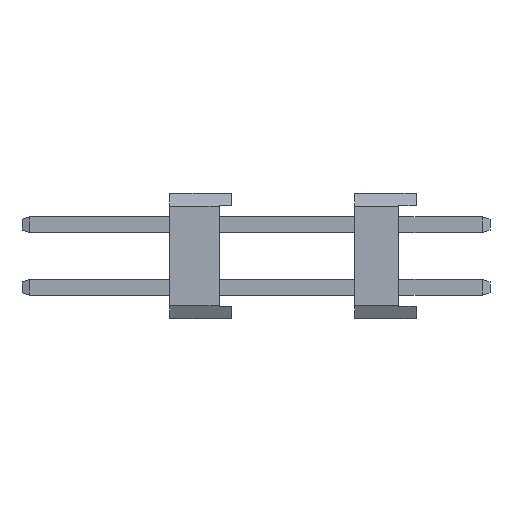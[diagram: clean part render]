
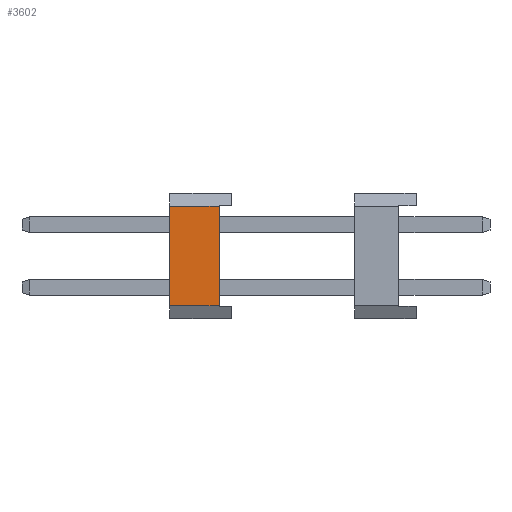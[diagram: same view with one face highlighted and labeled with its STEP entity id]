
A CAD part, left-side view. The second image highlights one B-rep face of the part: STEP entity #3602.
In plain terms, the highlighted planar face has unit normal (-1, 0, 0).
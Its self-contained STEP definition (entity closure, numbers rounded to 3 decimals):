
#585=DIRECTION('',(0.,0.,1.));
#586=VECTOR('',#585,4.041);
#587=CARTESIAN_POINT('',(-3.81,10.,-2.02));
#588=LINE('',#587,#586);
#917=DIRECTION('',(0.,1.,0.));
#918=VECTOR('',#917,2.);
#919=CARTESIAN_POINT('',(-3.81,8.,-2.02));
#920=LINE('',#919,#918);
#921=DIRECTION('',(0.,1.,0.));
#922=VECTOR('',#921,2.);
#923=CARTESIAN_POINT('',(-3.81,8.,2.02));
#924=LINE('',#923,#922);
#925=DIRECTION('',(0.,0.,1.));
#926=VECTOR('',#925,4.041);
#927=CARTESIAN_POINT('',(-3.81,8.,-2.02));
#928=LINE('',#927,#926);
#2489=CARTESIAN_POINT('',(-3.81,10.,-2.02));
#2491=VERTEX_POINT('',#2489);
#2494=CARTESIAN_POINT('',(-3.81,10.,2.02));
#2496=VERTEX_POINT('',#2494);
#2501=CARTESIAN_POINT('',(-3.81,8.,-2.02));
#2502=VERTEX_POINT('',#2501);
#2507=CARTESIAN_POINT('',(-3.81,8.,2.02));
#2508=VERTEX_POINT('',#2507);
#3590=CARTESIAN_POINT('',(-3.81,0.,-2.54));
#3591=DIRECTION('',(-1.,0.,0.));
#3592=DIRECTION('',(0.,0.,1.));
#3593=AXIS2_PLACEMENT_3D('',#3590,#3591,#3592);
#3594=PLANE('',#3593);
#3595=ORIENTED_EDGE('',*,*,#3096,.T.);
#3596=ORIENTED_EDGE('',*,*,#3304,.T.);
#3598=ORIENTED_EDGE('',*,*,#3597,.F.);
#3599=ORIENTED_EDGE('',*,*,#3484,.F.);
#3600=EDGE_LOOP('',(#3595,#3596,#3598,#3599));
#3601=FACE_OUTER_BOUND('',#3600,.F.);
#3096=EDGE_CURVE('',#2502,#2491,#920,.T.);
#3304=EDGE_CURVE('',#2491,#2496,#588,.T.);
#3484=EDGE_CURVE('',#2502,#2508,#928,.T.);
#3597=EDGE_CURVE('',#2508,#2496,#924,.T.);
#3602=ADVANCED_FACE('',(#3601),#3594,.T.);
